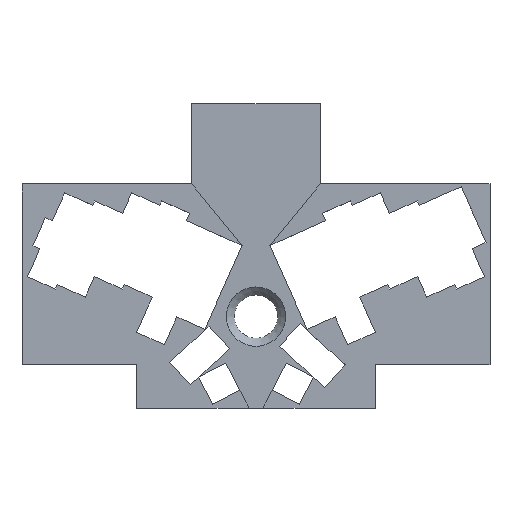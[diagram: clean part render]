
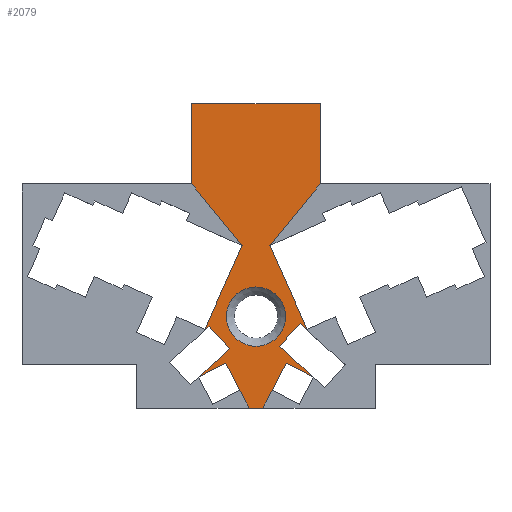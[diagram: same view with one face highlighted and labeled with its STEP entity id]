
A CAD part, top view. The second image highlights one B-rep face of the part: STEP entity #2079.
In plain terms, the highlighted planar face has unit normal (0, 0, 1).
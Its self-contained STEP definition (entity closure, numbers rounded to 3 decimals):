
#19=FACE_BOUND('',#239,.T.);
#21=PLANE('',#2207);
#130=FACE_OUTER_BOUND('',#238,.T.);
#238=EDGE_LOOP('',(#1474,#1475,#1476,#1477,#1478,#1479,#1480,#1481,#1482,
#1483,#1484,#1485,#1486,#1487,#1488,#1489,#1490,#1491,#1492,#1493,#1494,
#1495));
#239=EDGE_LOOP('',(#1496));
#348=LINE('',#2857,#650);
#349=LINE('',#2859,#651);
#350=LINE('',#2861,#652);
#351=LINE('',#2863,#653);
#352=LINE('',#2865,#654);
#353=LINE('',#2867,#655);
#354=LINE('',#2869,#656);
#355=LINE('',#2871,#657);
#356=LINE('',#2873,#658);
#357=LINE('',#2875,#659);
#358=LINE('',#2877,#660);
#359=LINE('',#2879,#661);
#360=LINE('',#2881,#662);
#361=LINE('',#2883,#663);
#362=LINE('',#2885,#664);
#363=LINE('',#2887,#665);
#364=LINE('',#2889,#666);
#365=LINE('',#2891,#667);
#366=LINE('',#2893,#668);
#367=LINE('',#2895,#669);
#368=LINE('',#2897,#670);
#369=LINE('',#2898,#671);
#650=VECTOR('',#2331,10.);
#651=VECTOR('',#2332,10.);
#652=VECTOR('',#2333,10.);
#653=VECTOR('',#2334,10.);
#654=VECTOR('',#2335,10.);
#655=VECTOR('',#2336,10.);
#656=VECTOR('',#2337,10.);
#657=VECTOR('',#2338,10.);
#658=VECTOR('',#2339,10.);
#659=VECTOR('',#2340,10.);
#660=VECTOR('',#2341,10.);
#661=VECTOR('',#2342,10.);
#662=VECTOR('',#2343,10.);
#663=VECTOR('',#2344,10.);
#664=VECTOR('',#2345,10.);
#665=VECTOR('',#2346,10.);
#666=VECTOR('',#2347,10.);
#667=VECTOR('',#2348,10.);
#668=VECTOR('',#2349,10.);
#669=VECTOR('',#2350,10.);
#670=VECTOR('',#2351,10.);
#671=VECTOR('',#2352,10.);
#950=CIRCLE('',#2202,18.506);
#954=VERTEX_POINT('',#2843);
#958=VERTEX_POINT('',#2855);
#959=VERTEX_POINT('',#2856);
#960=VERTEX_POINT('',#2858);
#961=VERTEX_POINT('',#2860);
#962=VERTEX_POINT('',#2862);
#963=VERTEX_POINT('',#2864);
#964=VERTEX_POINT('',#2866);
#965=VERTEX_POINT('',#2868);
#966=VERTEX_POINT('',#2870);
#967=VERTEX_POINT('',#2872);
#968=VERTEX_POINT('',#2874);
#969=VERTEX_POINT('',#2876);
#970=VERTEX_POINT('',#2878);
#971=VERTEX_POINT('',#2880);
#972=VERTEX_POINT('',#2882);
#973=VERTEX_POINT('',#2884);
#974=VERTEX_POINT('',#2886);
#975=VERTEX_POINT('',#2888);
#976=VERTEX_POINT('',#2890);
#977=VERTEX_POINT('',#2892);
#978=VERTEX_POINT('',#2894);
#979=VERTEX_POINT('',#2896);
#1158=EDGE_CURVE('',#954,#954,#950,.T.);
#1164=EDGE_CURVE('',#958,#959,#348,.T.);
#1165=EDGE_CURVE('',#959,#960,#349,.T.);
#1166=EDGE_CURVE('',#960,#961,#350,.T.);
#1167=EDGE_CURVE('',#961,#962,#351,.T.);
#1168=EDGE_CURVE('',#962,#963,#352,.T.);
#1169=EDGE_CURVE('',#963,#964,#353,.T.);
#1170=EDGE_CURVE('',#964,#965,#354,.T.);
#1171=EDGE_CURVE('',#965,#966,#355,.T.);
#1172=EDGE_CURVE('',#966,#967,#356,.T.);
#1173=EDGE_CURVE('',#967,#968,#357,.T.);
#1174=EDGE_CURVE('',#968,#969,#358,.T.);
#1175=EDGE_CURVE('',#969,#970,#359,.T.);
#1176=EDGE_CURVE('',#970,#971,#360,.T.);
#1177=EDGE_CURVE('',#971,#972,#361,.T.);
#1178=EDGE_CURVE('',#972,#973,#362,.T.);
#1179=EDGE_CURVE('',#973,#974,#363,.T.);
#1180=EDGE_CURVE('',#974,#975,#364,.T.);
#1181=EDGE_CURVE('',#975,#976,#365,.T.);
#1182=EDGE_CURVE('',#976,#977,#366,.T.);
#1183=EDGE_CURVE('',#977,#978,#367,.T.);
#1184=EDGE_CURVE('',#978,#979,#368,.T.);
#1185=EDGE_CURVE('',#979,#958,#369,.T.);
#1474=ORIENTED_EDGE('',*,*,#1164,.T.);
#1475=ORIENTED_EDGE('',*,*,#1165,.T.);
#1476=ORIENTED_EDGE('',*,*,#1166,.T.);
#1477=ORIENTED_EDGE('',*,*,#1167,.T.);
#1478=ORIENTED_EDGE('',*,*,#1168,.T.);
#1479=ORIENTED_EDGE('',*,*,#1169,.T.);
#1480=ORIENTED_EDGE('',*,*,#1170,.T.);
#1481=ORIENTED_EDGE('',*,*,#1171,.T.);
#1482=ORIENTED_EDGE('',*,*,#1172,.T.);
#1483=ORIENTED_EDGE('',*,*,#1173,.T.);
#1484=ORIENTED_EDGE('',*,*,#1174,.T.);
#1485=ORIENTED_EDGE('',*,*,#1175,.T.);
#1486=ORIENTED_EDGE('',*,*,#1176,.T.);
#1487=ORIENTED_EDGE('',*,*,#1177,.T.);
#1488=ORIENTED_EDGE('',*,*,#1178,.T.);
#1489=ORIENTED_EDGE('',*,*,#1179,.T.);
#1490=ORIENTED_EDGE('',*,*,#1180,.T.);
#1491=ORIENTED_EDGE('',*,*,#1181,.T.);
#1492=ORIENTED_EDGE('',*,*,#1182,.T.);
#1493=ORIENTED_EDGE('',*,*,#1183,.T.);
#1494=ORIENTED_EDGE('',*,*,#1184,.T.);
#1495=ORIENTED_EDGE('',*,*,#1185,.T.);
#1496=ORIENTED_EDGE('',*,*,#1158,.F.);
#2079=ADVANCED_FACE('',(#130,#19),#21,.T.);
#2202=AXIS2_PLACEMENT_3D('',#2844,#2317,#2318);
#2207=AXIS2_PLACEMENT_3D('',#2854,#2329,#2330);
#2317=DIRECTION('center_axis',(0.,0.,1.));
#2318=DIRECTION('ref_axis',(-1.,0.,0.));
#2329=DIRECTION('center_axis',(0.,0.,1.));
#2330=DIRECTION('ref_axis',(1.,0.,0.));
#2331=DIRECTION('',(0.676,0.737,0.));
#2332=DIRECTION('',(-0.407,0.914,0.));
#2333=DIRECTION('',(0.633,0.774,0.));
#2334=DIRECTION('',(0.,1.,0.));
#2335=DIRECTION('',(-1.,0.,0.));
#2336=DIRECTION('',(0.,-1.,0.));
#2337=DIRECTION('',(0.633,-0.774,0.));
#2338=DIRECTION('',(-0.407,-0.914,0.));
#2339=DIRECTION('',(0.676,-0.737,0.));
#2340=DIRECTION('',(0.737,0.676,0.));
#2341=DIRECTION('',(0.676,-0.737,0.));
#2342=DIRECTION('',(-0.737,-0.676,0.));
#2343=DIRECTION('',(0.889,0.459,0.));
#2344=DIRECTION('',(0.459,-0.889,0.));
#2345=DIRECTION('',(0.459,-0.889,0.));
#2346=DIRECTION('',(1.,0.,0.));
#2347=DIRECTION('',(0.459,0.889,0.));
#2348=DIRECTION('',(0.459,0.889,0.));
#2349=DIRECTION('',(0.889,-0.459,0.));
#2350=DIRECTION('',(-0.737,0.676,0.));
#2351=DIRECTION('',(0.676,0.737,0.));
#2352=DIRECTION('',(0.737,-0.676,0.));
#2843=CARTESIAN_POINT('',(167.653,-498.89,10.));
#2844=CARTESIAN_POINT('Origin',(149.147,-498.89,10.));
#2854=CARTESIAN_POINT('Origin',(148.976,-177.851,10.));
#2855=CARTESIAN_POINT('',(180.784,-507.043,10.));
#2856=CARTESIAN_POINT('',(181.059,-506.744,10.));
#2857=CARTESIAN_POINT('',(181.059,-506.744,10.));
#2858=CARTESIAN_POINT('',(157.813,-454.533,10.));
#2859=CARTESIAN_POINT('',(157.813,-454.533,10.));
#2860=CARTESIAN_POINT('',(189.147,-416.196,10.));
#2861=CARTESIAN_POINT('',(157.813,-454.533,10.));
#2862=CARTESIAN_POINT('',(189.147,-366.196,10.));
#2863=CARTESIAN_POINT('',(189.147,-366.196,10.));
#2864=CARTESIAN_POINT('',(109.147,-366.196,10.));
#2865=CARTESIAN_POINT('',(149.147,-366.196,10.));
#2866=CARTESIAN_POINT('',(109.147,-416.196,10.));
#2867=CARTESIAN_POINT('',(109.147,-366.196,10.));
#2868=CARTESIAN_POINT('',(140.481,-454.533,10.));
#2869=CARTESIAN_POINT('',(140.481,-454.533,10.));
#2870=CARTESIAN_POINT('',(117.235,-506.744,10.));
#2871=CARTESIAN_POINT('',(140.481,-454.533,10.));
#2872=CARTESIAN_POINT('',(117.51,-507.043,10.));
#2873=CARTESIAN_POINT('',(117.235,-506.744,10.));
#2874=CARTESIAN_POINT('',(119.913,-504.841,10.));
#2875=CARTESIAN_POINT('',(95.334,-527.364,10.));
#2876=CARTESIAN_POINT('',(132.783,-518.886,10.));
#2877=CARTESIAN_POINT('',(132.783,-518.886,10.));
#2878=CARTESIAN_POINT('',(113.468,-536.585,10.));
#2879=CARTESIAN_POINT('',(108.204,-541.409,10.));
#2880=CARTESIAN_POINT('',(130.386,-527.853,10.));
#2881=CARTESIAN_POINT('',(130.386,-527.853,10.));
#2882=CARTESIAN_POINT('',(139.123,-544.782,10.));
#2883=CARTESIAN_POINT('',(130.386,-527.853,10.));
#2884=CARTESIAN_POINT('',(144.902,-555.977,10.));
#2885=CARTESIAN_POINT('',(139.123,-544.782,10.));
#2886=CARTESIAN_POINT('',(153.392,-555.977,10.));
#2887=CARTESIAN_POINT('',(176.099,-555.977,10.));
#2888=CARTESIAN_POINT('',(159.17,-544.782,10.));
#2889=CARTESIAN_POINT('',(159.17,-544.782,10.));
#2890=CARTESIAN_POINT('',(167.908,-527.853,10.));
#2891=CARTESIAN_POINT('',(159.17,-544.782,10.));
#2892=CARTESIAN_POINT('',(184.826,-536.586,10.));
#2893=CARTESIAN_POINT('',(184.836,-536.591,10.));
#2894=CARTESIAN_POINT('',(163.764,-517.286,10.));
#2895=CARTESIAN_POINT('',(191.855,-543.026,10.));
#2896=CARTESIAN_POINT('',(176.635,-503.241,10.));
#2897=CARTESIAN_POINT('',(176.635,-503.241,10.));
#2898=CARTESIAN_POINT('',(204.725,-528.981,10.));
